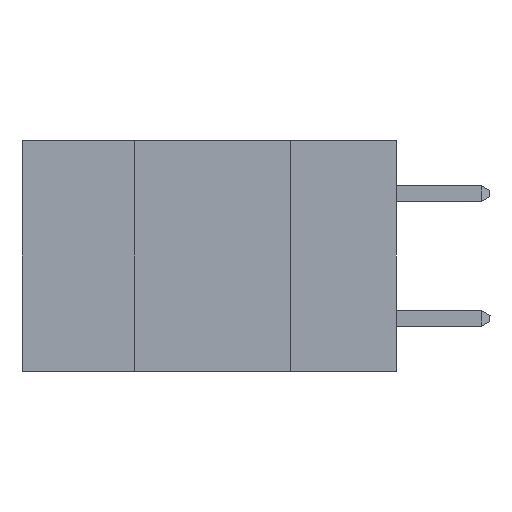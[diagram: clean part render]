
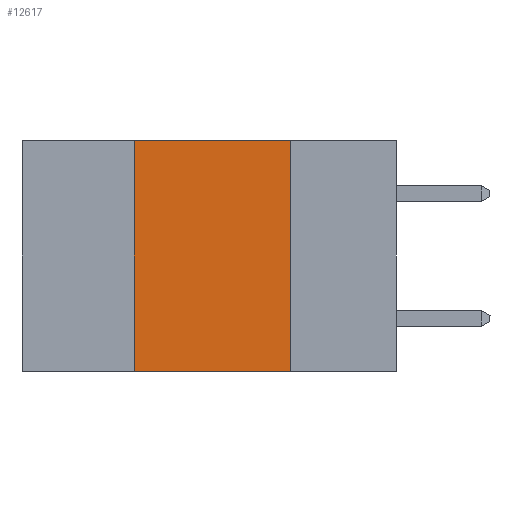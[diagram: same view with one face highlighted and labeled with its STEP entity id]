
A CAD part, left-side view. The second image highlights one B-rep face of the part: STEP entity #12617.
In plain terms, the highlighted planar face has unit normal (-1, 0, 0).
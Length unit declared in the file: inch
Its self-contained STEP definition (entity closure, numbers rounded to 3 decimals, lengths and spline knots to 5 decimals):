
#901 = CARTESIAN_POINT ( 'NONE',  ( 0., 0.17, 0. ) ) ;
#1571 = DIRECTION ( 'NONE',  ( 0., 0., -1. ) ) ;
#1599 = DIRECTION ( 'NONE',  ( 1., 0., 0. ) ) ;
#1612 = CARTESIAN_POINT ( 'NONE',  ( 0., 0.17, -0.37 ) ) ;
#1684 = CARTESIAN_POINT ( 'NONE',  ( 0., 0.6, 0. ) ) ;
#2197 = PLANE ( 'NONE',  #10697 ) ;
#2543 = EDGE_CURVE ( 'NONE', #7306, #13496, #3757, .T. ) ;
#3437 = ORIENTED_EDGE ( 'NONE', *, *, #9238, .T. ) ;
#3705 = DIRECTION ( 'NONE',  ( 0., 0., -1. ) ) ;
#3719 = CARTESIAN_POINT ( 'NONE',  ( 0., 0.17, -0.37 ) ) ;
#3757 = LINE ( 'NONE', #5403, #6762 ) ;
#3794 = ORIENTED_EDGE ( 'NONE', *, *, #7365, .F. ) ;
#3860 = CARTESIAN_POINT ( 'NONE',  ( 0., 0.42, -0.37 ) ) ;
#3920 = VERTEX_POINT ( 'NONE', #1612 ) ;
#4058 = DIRECTION ( 'NONE',  ( 0., 0., 1. ) ) ;
#4087 = VECTOR ( 'NONE', #3705, 39.37008 ) ;
#4470 = LINE ( 'NONE', #3719, #4087 ) ;
#5017 = EDGE_CURVE ( 'NONE', #13496, #7957, #6963, .T. ) ;
#5403 = CARTESIAN_POINT ( 'NONE',  ( 0., 0.42, -0.37 ) ) ;
#5851 = CARTESIAN_POINT ( 'NONE',  ( 0., 0.42, 0. ) ) ;
#6447 = ORIENTED_EDGE ( 'NONE', *, *, #2543, .F. ) ;
#6559 = FACE_OUTER_BOUND ( 'NONE', #10213, .T. ) ;
#6762 = VECTOR ( 'NONE', #4058, 39.37008 ) ;
#6963 = LINE ( 'NONE', #12754, #12099 ) ;
#7306 = VERTEX_POINT ( 'NONE', #3860 ) ;
#7365 = EDGE_CURVE ( 'NONE', #7957, #3920, #4470, .T. ) ;
#7957 = VERTEX_POINT ( 'NONE', #901 ) ;
#9191 = LINE ( 'NONE', #9824, #12129 ) ;
#9238 = EDGE_CURVE ( 'NONE', #7306, #3920, #9191, .T. ) ;
#9752 = DIRECTION ( 'NONE',  ( 0., -1., 0. ) ) ;
#9824 = CARTESIAN_POINT ( 'NONE',  ( 0., 0.6, -0.37 ) ) ;
#10213 = EDGE_LOOP ( 'NONE', ( #3794, #11956, #6447, #3437 ) ) ;
#10697 = AXIS2_PLACEMENT_3D ( 'NONE', #1684, #1599, #1571 ) ;
#11956 = ORIENTED_EDGE ( 'NONE', *, *, #5017, .F. ) ;
#12099 = VECTOR ( 'NONE', #12668, 39.37008 ) ;
#12129 = VECTOR ( 'NONE', #9752, 39.37008 ) ;
#12617 = ADVANCED_FACE ( 'NONE', ( #6559 ), #2197, .F. ) ;
#12668 = DIRECTION ( 'NONE',  ( 0., -1., 0. ) ) ;
#12754 = CARTESIAN_POINT ( 'NONE',  ( 0., 0.6, 0. ) ) ;
#13496 = VERTEX_POINT ( 'NONE', #5851 ) ;
